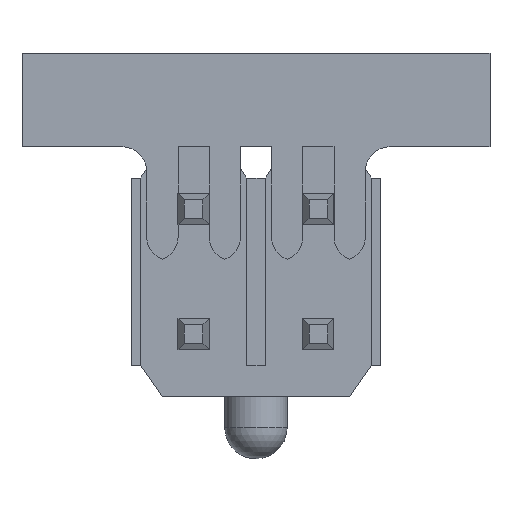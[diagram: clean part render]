
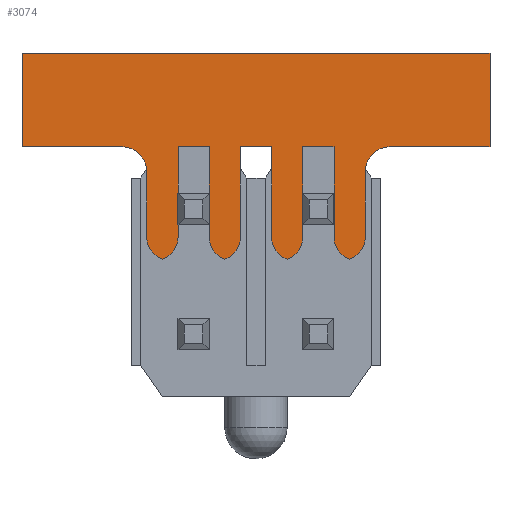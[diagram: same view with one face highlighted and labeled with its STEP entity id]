
A CAD part, front view. The second image highlights one B-rep face of the part: STEP entity #3074.
In plain terms, the highlighted planar face has unit normal (0, -1, 0).
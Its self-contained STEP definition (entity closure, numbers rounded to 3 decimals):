
#103=CIRCLE('',#3282,0.37);
#107=CIRCLE('',#3288,0.37);
#111=CIRCLE('',#3298,0.37);
#115=CIRCLE('',#3304,0.37);
#119=CIRCLE('',#3314,0.37);
#123=CIRCLE('',#3320,0.37);
#127=CIRCLE('',#3330,0.37);
#131=CIRCLE('',#3336,0.37);
#135=CIRCLE('',#3342,0.4);
#139=CIRCLE('',#3348,0.4);
#896=ORIENTED_EDGE('',*,*,#1280,.T.);
#897=ORIENTED_EDGE('',*,*,#1383,.T.);
#898=ORIENTED_EDGE('',*,*,#1415,.T.);
#899=ORIENTED_EDGE('',*,*,#1392,.T.);
#900=ORIENTED_EDGE('',*,*,#1396,.T.);
#901=ORIENTED_EDGE('',*,*,#1399,.T.);
#902=ORIENTED_EDGE('',*,*,#1405,.T.);
#903=ORIENTED_EDGE('',*,*,#1388,.T.);
#904=ORIENTED_EDGE('',*,*,#1288,.T.);
#905=ORIENTED_EDGE('',*,*,#1295,.T.);
#906=ORIENTED_EDGE('',*,*,#1301,.T.);
#907=ORIENTED_EDGE('',*,*,#1307,.T.);
#908=ORIENTED_EDGE('',*,*,#1403,.T.);
#909=ORIENTED_EDGE('',*,*,#1314,.T.);
#910=ORIENTED_EDGE('',*,*,#1321,.T.);
#911=ORIENTED_EDGE('',*,*,#1327,.T.);
#912=ORIENTED_EDGE('',*,*,#1333,.T.);
#913=ORIENTED_EDGE('',*,*,#1401,.T.);
#914=ORIENTED_EDGE('',*,*,#1340,.T.);
#915=ORIENTED_EDGE('',*,*,#1347,.T.);
#916=ORIENTED_EDGE('',*,*,#1353,.T.);
#917=ORIENTED_EDGE('',*,*,#1359,.T.);
#918=ORIENTED_EDGE('',*,*,#1417,.T.);
#919=ORIENTED_EDGE('',*,*,#1366,.T.);
#920=ORIENTED_EDGE('',*,*,#1373,.T.);
#921=ORIENTED_EDGE('',*,*,#1377,.T.);
#1280=EDGE_CURVE('',#1597,#1596,#1956,.T.);
#1288=EDGE_CURVE('',#1605,#1604,#1964,.T.);
#1295=EDGE_CURVE('',#1604,#1609,#103,.T.);
#1301=EDGE_CURVE('',#1609,#1613,#107,.T.);
#1307=EDGE_CURVE('',#1613,#1617,#1975,.T.);
#1314=EDGE_CURVE('',#1625,#1624,#1982,.T.);
#1321=EDGE_CURVE('',#1624,#1629,#111,.T.);
#1327=EDGE_CURVE('',#1629,#1633,#115,.T.);
#1333=EDGE_CURVE('',#1633,#1637,#1993,.T.);
#1340=EDGE_CURVE('',#1645,#1644,#2000,.T.);
#1347=EDGE_CURVE('',#1644,#1649,#119,.T.);
#1353=EDGE_CURVE('',#1649,#1653,#123,.T.);
#1359=EDGE_CURVE('',#1653,#1657,#2011,.T.);
#1366=EDGE_CURVE('',#1665,#1664,#2018,.T.);
#1373=EDGE_CURVE('',#1664,#1669,#127,.T.);
#1377=EDGE_CURVE('',#1669,#1597,#131,.T.);
#1383=EDGE_CURVE('',#1596,#1673,#135,.F.);
#1388=EDGE_CURVE('',#1677,#1605,#139,.F.);
#1392=EDGE_CURVE('',#1681,#1680,#2028,.T.);
#1396=EDGE_CURVE('',#1680,#1683,#2032,.T.);
#1399=EDGE_CURVE('',#1683,#1685,#2035,.T.);
#1401=EDGE_CURVE('',#1637,#1645,#2037,.T.);
#1403=EDGE_CURVE('',#1617,#1625,#2039,.T.);
#1405=EDGE_CURVE('',#1685,#1677,#2041,.T.);
#1415=EDGE_CURVE('',#1673,#1681,#2051,.T.);
#1417=EDGE_CURVE('',#1657,#1665,#2053,.T.);
#1596=VERTEX_POINT('',#4790);
#1597=VERTEX_POINT('',#4792);
#1604=VERTEX_POINT('',#4808);
#1605=VERTEX_POINT('',#4810);
#1609=VERTEX_POINT('',#4822);
#1613=VERTEX_POINT('',#4834);
#1617=VERTEX_POINT('',#4846);
#1624=VERTEX_POINT('',#4862);
#1625=VERTEX_POINT('',#4864);
#1629=VERTEX_POINT('',#4876);
#1633=VERTEX_POINT('',#4888);
#1637=VERTEX_POINT('',#4900);
#1644=VERTEX_POINT('',#4916);
#1645=VERTEX_POINT('',#4918);
#1649=VERTEX_POINT('',#4930);
#1653=VERTEX_POINT('',#4942);
#1657=VERTEX_POINT('',#4954);
#1664=VERTEX_POINT('',#4970);
#1665=VERTEX_POINT('',#4972);
#1669=VERTEX_POINT('',#4984);
#1673=VERTEX_POINT('',#5002);
#1677=VERTEX_POINT('',#5014);
#1680=VERTEX_POINT('',#5021);
#1681=VERTEX_POINT('',#5023);
#1683=VERTEX_POINT('',#5029);
#1685=VERTEX_POINT('',#5035);
#1956=LINE('',#4791,#2324);
#1964=LINE('',#4809,#2332);
#1975=LINE('',#4847,#2343);
#1982=LINE('',#4863,#2350);
#1993=LINE('',#4901,#2361);
#2000=LINE('',#4917,#2368);
#2011=LINE('',#4955,#2379);
#2018=LINE('',#4971,#2386);
#2028=LINE('',#5022,#2396);
#2032=LINE('',#5030,#2400);
#2035=LINE('',#5036,#2403);
#2037=LINE('',#5039,#2405);
#2039=LINE('',#5041,#2407);
#2041=LINE('',#5043,#2409);
#2051=LINE('',#5053,#2419);
#2053=LINE('',#5055,#2421);
#2324=VECTOR('',#3920,1000.);
#2332=VECTOR('',#3932,1000.);
#2343=VECTOR('',#3971,1000.);
#2350=VECTOR('',#3982,1000.);
#2361=VECTOR('',#4021,1000.);
#2368=VECTOR('',#4032,1000.);
#2379=VECTOR('',#4071,1000.);
#2386=VECTOR('',#4082,1000.);
#2396=VECTOR('',#4142,1000.);
#2400=VECTOR('',#4148,1000.);
#2403=VECTOR('',#4153,1000.);
#2405=VECTOR('',#4157,1000.);
#2407=VECTOR('',#4159,1000.);
#2409=VECTOR('',#4161,1000.);
#2419=VECTOR('',#4171,1000.);
#2421=VECTOR('',#4173,1000.);
#2590=EDGE_LOOP('',(#896,#897,#898,#899,#900,#901,#902,#903,#904,#905,#906,
#907,#908,#909,#910,#911,#912,#913,#914,#915,#916,#917,#918,#919,#920,#921));
#2768=FACE_BOUND('',#2590,.T.);
#2906=PLANE('',#3353);
#3074=ADVANCED_FACE('',(#2768),#2906,.T.);
#3282=AXIS2_PLACEMENT_3D('',#4823,#3946,#3947);
#3288=AXIS2_PLACEMENT_3D('',#4835,#3960,#3961);
#3298=AXIS2_PLACEMENT_3D('',#4877,#3996,#3997);
#3304=AXIS2_PLACEMENT_3D('',#4889,#4010,#4011);
#3314=AXIS2_PLACEMENT_3D('',#4931,#4046,#4047);
#3320=AXIS2_PLACEMENT_3D('',#4943,#4060,#4061);
#3330=AXIS2_PLACEMENT_3D('',#4985,#4096,#4097);
#3336=AXIS2_PLACEMENT_3D('',#4991,#4108,#4109);
#3342=AXIS2_PLACEMENT_3D('',#5003,#4122,#4123);
#3348=AXIS2_PLACEMENT_3D('',#5013,#4135,#4136);
#3353=AXIS2_PLACEMENT_3D('',#5056,#4174,#4175);
#3920=DIRECTION('',(0.,0.,1.));
#3932=DIRECTION('',(0.,0.,-1.));
#3946=DIRECTION('',(0.,-1.,0.));
#3947=DIRECTION('',(1.,0.,0.));
#3960=DIRECTION('',(0.,-1.,0.));
#3961=DIRECTION('',(-1.,0.,0.));
#3971=DIRECTION('',(0.,0.,1.));
#3982=DIRECTION('',(0.,0.,-1.));
#3996=DIRECTION('',(0.,-1.,0.));
#3997=DIRECTION('',(1.,0.,0.));
#4010=DIRECTION('',(0.,-1.,0.));
#4011=DIRECTION('',(-1.,0.,0.));
#4021=DIRECTION('',(0.,0.,1.));
#4032=DIRECTION('',(0.,0.,-1.));
#4046=DIRECTION('',(0.,-1.,0.));
#4047=DIRECTION('',(1.,0.,0.));
#4060=DIRECTION('',(0.,-1.,0.));
#4061=DIRECTION('',(-1.,0.,0.));
#4071=DIRECTION('',(0.,0.,1.));
#4082=DIRECTION('',(0.,0.,-1.));
#4096=DIRECTION('',(0.,-1.,0.));
#4097=DIRECTION('',(1.,0.,0.));
#4108=DIRECTION('',(0.,-1.,0.));
#4109=DIRECTION('',(-1.,0.,0.));
#4122=DIRECTION('',(0.,-1.,0.));
#4123=DIRECTION('',(0.,0.,-1.));
#4135=DIRECTION('',(0.,-1.,0.));
#4136=DIRECTION('',(0.,0.,-1.));
#4142=DIRECTION('',(0.,0.,1.));
#4148=DIRECTION('',(-1.,0.,0.));
#4153=DIRECTION('',(0.,0.,-1.));
#4157=DIRECTION('',(1.,0.,0.));
#4159=DIRECTION('',(1.,0.,0.));
#4161=DIRECTION('',(1.,0.,0.));
#4171=DIRECTION('',(1.,0.,0.));
#4173=DIRECTION('',(1.,0.,0.));
#4174=DIRECTION('',(0.,-1.,0.));
#4175=DIRECTION('',(0.,0.,-1.));
#4790=CARTESIAN_POINT('',(1.75,-2.5,-0.4));
#4791=CARTESIAN_POINT('',(1.75,-2.5,0.));
#4792=CARTESIAN_POINT('',(1.75,-2.5,-1.45));
#4808=CARTESIAN_POINT('',(-1.75,-2.5,-1.45));
#4809=CARTESIAN_POINT('',(-1.75,-2.5,0.));
#4810=CARTESIAN_POINT('',(-1.75,-2.5,-0.4));
#4822=CARTESIAN_POINT('',(-1.5,-2.5,-1.8));
#4823=CARTESIAN_POINT('',(-1.38,-2.5,-1.45));
#4834=CARTESIAN_POINT('',(-1.25,-2.5,-1.45));
#4835=CARTESIAN_POINT('',(-1.62,-2.5,-1.45));
#4846=CARTESIAN_POINT('',(-1.25,-2.5,0.));
#4847=CARTESIAN_POINT('',(-1.25,-2.5,-1.45));
#4862=CARTESIAN_POINT('',(-0.75,-2.5,-1.45));
#4863=CARTESIAN_POINT('',(-0.75,-2.5,-1.45));
#4864=CARTESIAN_POINT('',(-0.75,-2.5,0.));
#4876=CARTESIAN_POINT('',(-0.5,-2.5,-1.8));
#4877=CARTESIAN_POINT('',(-0.38,-2.5,-1.45));
#4888=CARTESIAN_POINT('',(-0.25,-2.5,-1.45));
#4889=CARTESIAN_POINT('',(-0.62,-2.5,-1.45));
#4900=CARTESIAN_POINT('',(-0.25,-2.5,0.));
#4901=CARTESIAN_POINT('',(-0.25,-2.5,0.));
#4916=CARTESIAN_POINT('',(0.25,-2.5,-1.45));
#4917=CARTESIAN_POINT('',(0.25,-2.5,-1.45));
#4918=CARTESIAN_POINT('',(0.25,-2.5,0.));
#4930=CARTESIAN_POINT('',(0.5,-2.5,-1.8));
#4931=CARTESIAN_POINT('',(0.62,-2.5,-1.45));
#4942=CARTESIAN_POINT('',(0.75,-2.5,-1.45));
#4943=CARTESIAN_POINT('',(0.38,-2.5,-1.45));
#4954=CARTESIAN_POINT('',(0.75,-2.5,0.));
#4955=CARTESIAN_POINT('',(0.75,-2.5,0.));
#4970=CARTESIAN_POINT('',(1.25,-2.5,-1.45));
#4971=CARTESIAN_POINT('',(1.25,-2.5,-1.45));
#4972=CARTESIAN_POINT('',(1.25,-2.5,0.));
#4984=CARTESIAN_POINT('',(1.5,-2.5,-1.8));
#4985=CARTESIAN_POINT('',(1.62,-2.5,-1.45));
#4991=CARTESIAN_POINT('',(1.38,-2.5,-1.45));
#5002=CARTESIAN_POINT('',(2.15,-2.5,0.));
#5003=CARTESIAN_POINT('',(2.15,-2.5,-0.4));
#5013=CARTESIAN_POINT('',(-2.15,-2.5,-0.4));
#5014=CARTESIAN_POINT('',(-2.15,-2.5,0.));
#5021=CARTESIAN_POINT('',(3.75,-2.5,1.5));
#5022=CARTESIAN_POINT('',(3.75,-2.5,0.));
#5023=CARTESIAN_POINT('',(3.75,-2.5,0.));
#5029=CARTESIAN_POINT('',(-3.75,-2.5,1.5));
#5030=CARTESIAN_POINT('',(3.75,-2.5,1.5));
#5035=CARTESIAN_POINT('',(-3.75,-2.5,0.));
#5036=CARTESIAN_POINT('',(-3.75,-2.5,1.5));
#5039=CARTESIAN_POINT('',(-0.25,-2.5,0.));
#5041=CARTESIAN_POINT('',(-1.25,-2.5,0.));
#5043=CARTESIAN_POINT('',(-3.75,-2.5,0.));
#5053=CARTESIAN_POINT('',(1.75,-2.5,0.));
#5055=CARTESIAN_POINT('',(0.75,-2.5,0.));
#5056=CARTESIAN_POINT('',(-1.38,-2.5,-1.45));
